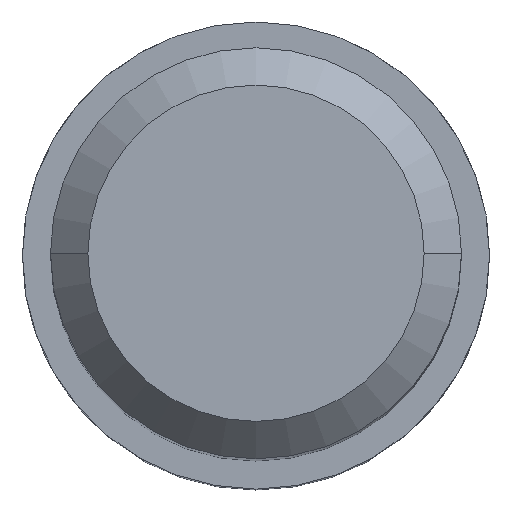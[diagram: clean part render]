
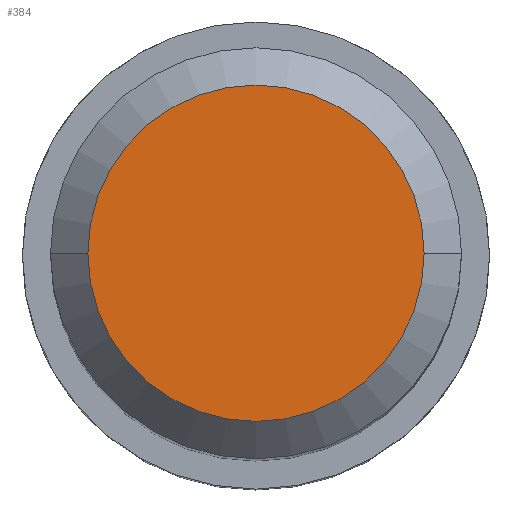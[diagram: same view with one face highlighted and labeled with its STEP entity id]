
A CAD part, top view. The second image highlights one B-rep face of the part: STEP entity #384.
In plain terms, the highlighted planar face has unit normal (0, 0, 1).
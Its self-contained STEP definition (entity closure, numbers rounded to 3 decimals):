
#37 = CARTESIAN_POINT ( 'NONE',  ( -9., 0., 110. ) ) ;
#55 = DIRECTION ( 'NONE',  ( 0., 0., 1. ) ) ;
#80 = CARTESIAN_POINT ( 'NONE',  ( 9., 0., 110. ) ) ;
#100 = VERTEX_POINT ( 'NONE', #37 ) ;
#148 = PLANE ( 'NONE',  #477 ) ;
#152 = VERTEX_POINT ( 'NONE', #80 ) ;
#159 = DIRECTION ( 'NONE',  ( 1., 0., 0. ) ) ;
#187 = DIRECTION ( 'NONE',  ( 0., 0., 1. ) ) ;
#195 = DIRECTION ( 'NONE',  ( 1., 0., 0. ) ) ;
#239 = CIRCLE ( 'NONE', #504, 9. ) ;
#257 = CIRCLE ( 'NONE', #326, 9. ) ;
#268 = CARTESIAN_POINT ( 'NONE',  ( 0., 0., 110. ) ) ;
#278 = DIRECTION ( 'NONE',  ( 0., 0., 1. ) ) ;
#298 = ORIENTED_EDGE ( 'NONE', *, *, #523, .T. ) ;
#326 = AXIS2_PLACEMENT_3D ( 'NONE', #331, #55, #159 ) ;
#331 = CARTESIAN_POINT ( 'NONE',  ( 0., 0., 110. ) ) ;
#372 = EDGE_LOOP ( 'NONE', ( #298, #524 ) ) ;
#384 = ADVANCED_FACE ( 'NONE', ( #536 ), #148, .T. ) ;
#434 = EDGE_CURVE ( 'NONE', #152, #100, #239, .T. ) ;
#448 = CARTESIAN_POINT ( 'NONE',  ( 0., 0., 110. ) ) ;
#477 = AXIS2_PLACEMENT_3D ( 'NONE', #448, #278, #195 ) ;
#481 = DIRECTION ( 'NONE',  ( 1., 0., 0. ) ) ;
#504 = AXIS2_PLACEMENT_3D ( 'NONE', #268, #187, #481 ) ;
#523 = EDGE_CURVE ( 'NONE', #100, #152, #257, .T. ) ;
#524 = ORIENTED_EDGE ( 'NONE', *, *, #434, .T. ) ;
#536 = FACE_OUTER_BOUND ( 'NONE', #372, .T. ) ;
